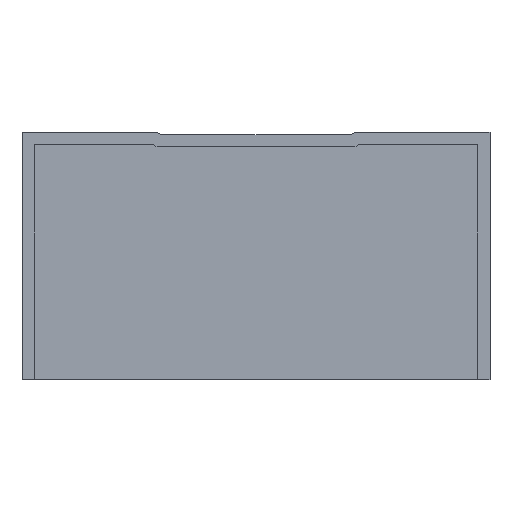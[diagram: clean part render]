
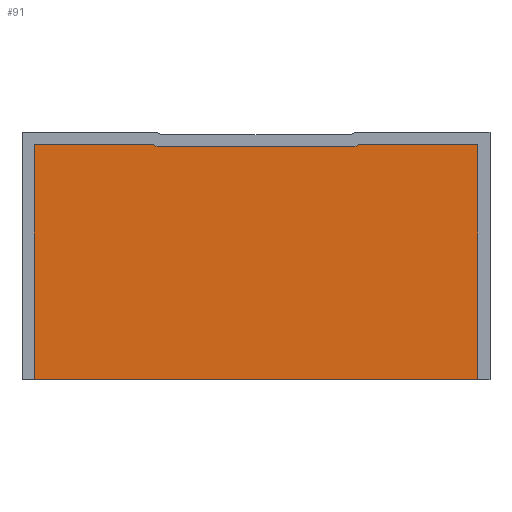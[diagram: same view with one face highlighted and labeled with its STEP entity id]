
A CAD part, left-side view. The second image highlights one B-rep face of the part: STEP entity #91.
In plain terms, the highlighted planar face has unit normal (-1, 0, 0).
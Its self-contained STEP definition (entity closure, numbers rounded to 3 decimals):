
#9 = LINE ( 'NONE', #619, #210 ) ;
#19 = ORIENTED_EDGE ( 'NONE', *, *, #205, .T. ) ;
#31 = LINE ( 'NONE', #211, #457 ) ;
#33 = PLANE ( 'NONE',  #63 ) ;
#41 = VECTOR ( 'NONE', #453, 1000. ) ;
#43 = VERTEX_POINT ( 'NONE', #608 ) ;
#49 = DIRECTION ( 'NONE',  ( 0., 1., 0. ) ) ;
#63 = AXIS2_PLACEMENT_3D ( 'NONE', #332, #517, #327 ) ;
#76 = VERTEX_POINT ( 'NONE', #525 ) ;
#91 = ADVANCED_FACE ( 'NONE', ( #492 ), #33, .T. ) ;
#100 = VERTEX_POINT ( 'NONE', #216 ) ;
#109 = DIRECTION ( 'NONE',  ( 0., 1., 0. ) ) ;
#110 = LINE ( 'NONE', #493, #221 ) ;
#113 = ORIENTED_EDGE ( 'NONE', *, *, #392, .T. ) ;
#127 = ORIENTED_EDGE ( 'NONE', *, *, #627, .F. ) ;
#144 = LINE ( 'NONE', #192, #183 ) ;
#174 = VERTEX_POINT ( 'NONE', #247 ) ;
#178 = VECTOR ( 'NONE', #248, 1000. ) ;
#183 = VECTOR ( 'NONE', #49, 1000. ) ;
#192 = CARTESIAN_POINT ( 'NONE',  ( -2., 50.5, 0. ) ) ;
#205 = EDGE_CURVE ( 'NONE', #328, #174, #9, .T. ) ;
#207 = ORIENTED_EDGE ( 'NONE', *, *, #333, .T. ) ;
#210 = VECTOR ( 'NONE', #339, 1000. ) ;
#211 = CARTESIAN_POINT ( 'NONE',  ( -2., 52.5, 53.5 ) ) ;
#216 = CARTESIAN_POINT ( 'NONE',  ( -2., 50.5, 53.5 ) ) ;
#221 = VECTOR ( 'NONE', #620, 1000. ) ;
#231 = DIRECTION ( 'NONE',  ( 0., 1., 0. ) ) ;
#232 = CARTESIAN_POINT ( 'NONE',  ( -2., 50.5, 0. ) ) ;
#245 = EDGE_CURVE ( 'NONE', #76, #43, #110, .T. ) ;
#247 = CARTESIAN_POINT ( 'NONE',  ( -2., 23.366, 53.5 ) ) ;
#248 = DIRECTION ( 'NONE',  ( 0., 0., 1. ) ) ;
#251 = LINE ( 'NONE', #468, #41 ) ;
#260 = EDGE_CURVE ( 'NONE', #328, #354, #251, .T. ) ;
#280 = LINE ( 'NONE', #384, #597 ) ;
#283 = VERTEX_POINT ( 'NONE', #504 ) ;
#318 = CARTESIAN_POINT ( 'NONE',  ( -2., 52.5, 53.5 ) ) ;
#326 = DIRECTION ( 'NONE',  ( 0., 0.866, -0.5 ) ) ;
#327 = DIRECTION ( 'NONE',  ( 0., 0., 1. ) ) ;
#328 = VERTEX_POINT ( 'NONE', #430 ) ;
#332 = CARTESIAN_POINT ( 'NONE',  ( -2., 0., 0. ) ) ;
#333 = EDGE_CURVE ( 'NONE', #283, #354, #280, .T. ) ;
#339 = DIRECTION ( 'NONE',  ( 0., 0.866, 0.5 ) ) ;
#342 = CARTESIAN_POINT ( 'NONE',  ( -2., 50.5, 0. ) ) ;
#354 = VERTEX_POINT ( 'NONE', #419 ) ;
#357 = ORIENTED_EDGE ( 'NONE', *, *, #245, .T. ) ;
#359 = EDGE_CURVE ( 'NONE', #76, #613, #144, .T. ) ;
#378 = LINE ( 'NONE', #342, #178 ) ;
#384 = CARTESIAN_POINT ( 'NONE',  ( -2., 17.325, 30.007 ) ) ;
#386 = ORIENTED_EDGE ( 'NONE', *, *, #260, .F. ) ;
#392 = EDGE_CURVE ( 'NONE', #43, #283, #31, .T. ) ;
#412 = ORIENTED_EDGE ( 'NONE', *, *, #442, .T. ) ;
#419 = CARTESIAN_POINT ( 'NONE',  ( -2., -22.5, 53. ) ) ;
#430 = CARTESIAN_POINT ( 'NONE',  ( -2., 22.5, 53. ) ) ;
#442 = EDGE_CURVE ( 'NONE', #174, #100, #459, .T. ) ;
#453 = DIRECTION ( 'NONE',  ( 0., -1., 0. ) ) ;
#457 = VECTOR ( 'NONE', #231, 1000. ) ;
#459 = LINE ( 'NONE', #318, #484 ) ;
#468 = CARTESIAN_POINT ( 'NONE',  ( -2., 22.5, 53. ) ) ;
#484 = VECTOR ( 'NONE', #109, 1000. ) ;
#492 = FACE_OUTER_BOUND ( 'NONE', #501, .T. ) ;
#493 = CARTESIAN_POINT ( 'NONE',  ( -2., -50.5, 55.5 ) ) ;
#501 = EDGE_LOOP ( 'NONE', ( #386, #19, #412, #127, #580, #357, #113, #207 ) ) ;
#504 = CARTESIAN_POINT ( 'NONE',  ( -2., -23.366, 53.5 ) ) ;
#517 = DIRECTION ( 'NONE',  ( -1., 0., 0. ) ) ;
#525 = CARTESIAN_POINT ( 'NONE',  ( -2., -50.5, 0. ) ) ;
#580 = ORIENTED_EDGE ( 'NONE', *, *, #359, .F. ) ;
#597 = VECTOR ( 'NONE', #326, 1000. ) ;
#608 = CARTESIAN_POINT ( 'NONE',  ( -2., -50.5, 53.5 ) ) ;
#613 = VERTEX_POINT ( 'NONE', #232 ) ;
#619 = CARTESIAN_POINT ( 'NONE',  ( -2., -17.325, 30.007 ) ) ;
#620 = DIRECTION ( 'NONE',  ( 0., 0., 1. ) ) ;
#627 = EDGE_CURVE ( 'NONE', #613, #100, #378, .T. ) ;
